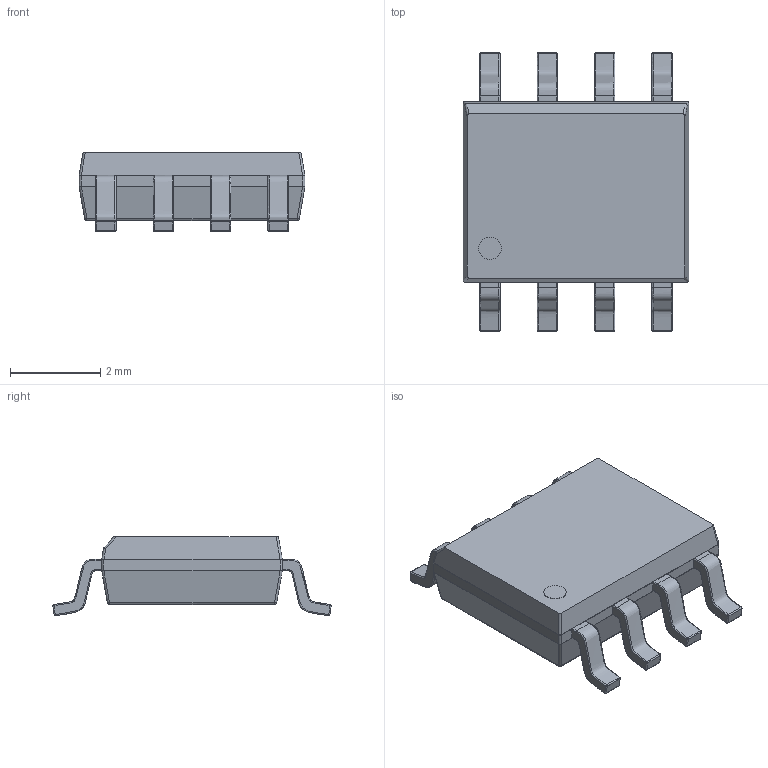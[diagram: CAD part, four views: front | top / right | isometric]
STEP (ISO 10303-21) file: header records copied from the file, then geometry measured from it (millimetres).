
FILE_DESCRIPTION (( 'STEP AP203' ), '1' );
FILE_NAME ('SILABS_SOIC-8_NB.STEP', '2016-09-19T16:48:45', ( '' ), ( '' ), 'SwSTEP 2.0', 'SolidWorks 2016', '' );
FILE_SCHEMA (( 'CONFIG_CONTROL_DESIGN' ));
Length unit declared in the file: millimetre
Products named in the file (1): SILABS_SOIC-8_NB
Bounding box: 5 x 6.16 x 1.76 mm (x, y, z)
Volume: 30.1 mm3; surface area: 80.7 mm2
Topology: 1 solids, 1 shells, 301 faces, 702 edges, 395 vertices
Faces by surface type: bspline 136, cylinder 93, plane 72
Entity records: 13192 total; most frequent: CARTESIAN_POINT 7251, ORIENTED_EDGE 1386, DIRECTION 976, EDGE_CURVE 693, VERTEX_POINT 395, AXIS2_PLACEMENT_3D 337, EDGE_LOOP 302, VECTOR 302
